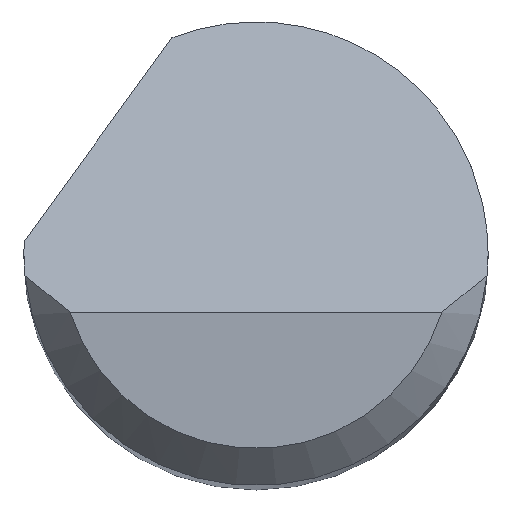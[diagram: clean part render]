
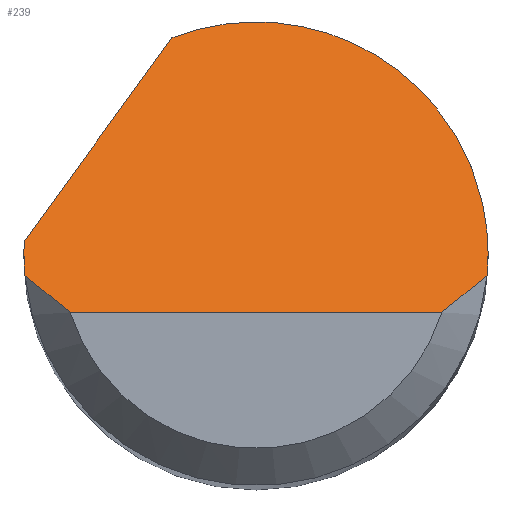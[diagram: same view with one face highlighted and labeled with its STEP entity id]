
A CAD part, top view. The second image highlights one B-rep face of the part: STEP entity #239.
In plain terms, the highlighted planar face has unit normal (0, 0.707, 0.707).
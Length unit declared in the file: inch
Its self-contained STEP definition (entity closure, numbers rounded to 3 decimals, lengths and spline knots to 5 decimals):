
#59 = ORIENTED_EDGE ( 'NONE', *, *, #1123, .T. ) ;
#67 = CARTESIAN_POINT ( 'NONE',  ( -0.07508, -0.02375, 1.5 ) ) ;
#70 = ORIENTED_EDGE ( 'NONE', *, *, #253, .T. ) ;
#76 = CARTESIAN_POINT ( 'NONE',  ( -0.07508, -0.02375, 1.5 ) ) ;
#119 = DIRECTION ( 'NONE',  ( 1., 0., 0. ) ) ;
#132 = VERTEX_POINT ( 'NONE', #1204 ) ;
#134 = B_SPLINE_CURVE_WITH_KNOTS ( 'NONE', 3,
 ( #728, #233, #529, #1111 ),
 .UNSPECIFIED., .F., .F.,
 ( 4, 4 ),
 ( 0., 0.00071 ),
 .UNSPECIFIED. ) ;
#137 = DIRECTION ( 'NONE',  ( 0., -0.707, -0.707 ) ) ;
#140 = LINE ( 'NONE', #1035, #310 ) ;
#142 = CARTESIAN_POINT ( 'NONE',  ( 0.09334, -0.00875, 1.485 ) ) ;
#159 = CARTESIAN_POINT ( 'NONE',  ( -0.09334, -0.00875, 1.485 ) ) ;
#217 = AXIS2_PLACEMENT_3D ( 'NONE', #639, #137, #337 ) ;
#230 = CARTESIAN_POINT ( 'NONE',  ( -0.09375, 0., 1.47625 ) ) ;
#231 = FACE_OUTER_BOUND ( 'NONE', #425, .T. ) ;
#233 = CARTESIAN_POINT ( 'NONE',  ( 0.08157, -0.019, 1.49525 ) ) ;
#239 = ADVANCED_FACE ( 'NONE', ( #231 ), #1024, .F. ) ;
#253 = EDGE_CURVE ( 'NONE', #271, #1078, #972, .T. ) ;
#271 = VERTEX_POINT ( 'NONE', #159 ) ;
#310 = VECTOR ( 'NONE', #852, 39.37008 ) ;
#311 = EDGE_CURVE ( 'NONE', #611, #132, #1203, .T. ) ;
#319 = EDGE_CURVE ( 'NONE', #1158, #1032, #588, .T. ) ;
#337 = DIRECTION ( 'NONE',  ( 0., 0.707, -0.707 ) ) ;
#349 = ORIENTED_EDGE ( 'NONE', *, *, #311, .F. ) ;
#376 = CARTESIAN_POINT ( 'NONE',  ( -0.09375, 0., 1.47625 ) ) ;
#414 = CARTESIAN_POINT ( 'NONE',  ( 0.09375, 0., 1.47625 ) ) ;
#420 = CARTESIAN_POINT ( 'NONE',  ( -0.09375, 0., 1.47625 ) ) ;
#422 = CARTESIAN_POINT ( 'NONE',  ( 0.09375, -0.00292, 1.47917 ) ) ;
#423 =( BOUNDED_CURVE ( )  B_SPLINE_CURVE ( 3, ( #414, #422, #811, #142 ),
 .UNSPECIFIED., .F., .T. ) 
 B_SPLINE_CURVE_WITH_KNOTS ( ( 4, 4 ),
 ( 1.5708, 1.66427 ),
 .UNSPECIFIED. ) 
 CURVE ( )  GEOMETRIC_REPRESENTATION_ITEM ( )  RATIONAL_B_SPLINE_CURVE ( ( 1., 0.999, 0.999, 1. ) ) 
 REPRESENTATION_ITEM ( '' )  );
#425 = EDGE_LOOP ( 'NONE', ( #659, #59, #1013, #349, #535, #1026, #801, #70 ) ) ;
#434 = CARTESIAN_POINT ( 'NONE',  ( -0.03394, 0.08739, 1.38886 ) ) ;
#529 = CARTESIAN_POINT ( 'NONE',  ( 0.08761, -0.01397, 1.49022 ) ) ;
#535 = ORIENTED_EDGE ( 'NONE', *, *, #1061, .F. ) ;
#555 = EDGE_CURVE ( 'NONE', #132, #727, #423, .T. ) ;
#556 = CARTESIAN_POINT ( 'NONE',  ( -0.09362, 0.005, 1.47125 ) ) ;
#588 =( BOUNDED_CURVE ( )  B_SPLINE_CURVE ( 3, ( #376, #1251, #1053, #556 ),
 .UNSPECIFIED., .F., .T. ) 
 B_SPLINE_CURVE_WITH_KNOTS ( ( 4, 4 ),
 ( 4.71239, 4.76575 ),
 .UNSPECIFIED. ) 
 CURVE ( )  GEOMETRIC_REPRESENTATION_ITEM ( )  RATIONAL_B_SPLINE_CURVE ( ( 1., 1., 1., 1. ) ) 
 REPRESENTATION_ITEM ( '' )  );
#604 = CARTESIAN_POINT ( 'NONE',  ( 0.07508, -0.02375, 1.5 ) ) ;
#611 = VERTEX_POINT ( 'NONE', #434 ) ;
#636 = CARTESIAN_POINT ( 'NONE',  ( -0.09375, -0.00292, 1.47917 ) ) ;
#639 = CARTESIAN_POINT ( 'NONE',  ( -0.09375, -0.02375, 1.5 ) ) ;
#649 = CARTESIAN_POINT ( 'NONE',  ( -0.09362, 0.005, 1.47125 ) ) ;
#651 = CARTESIAN_POINT ( 'NONE',  ( 0.03379, 0.11369, 1.36256 ) ) ;
#659 = ORIENTED_EDGE ( 'NONE', *, *, #1269, .T. ) ;
#695 = CARTESIAN_POINT ( 'NONE',  ( 0.09334, -0.00875, 1.485 ) ) ;
#711 = VECTOR ( 'NONE', #119, 39.37008 ) ;
#727 = VERTEX_POINT ( 'NONE', #695 ) ;
#728 = CARTESIAN_POINT ( 'NONE',  ( 0.07508, -0.02375, 1.5 ) ) ;
#749 = CARTESIAN_POINT ( 'NONE',  ( -0.09334, -0.00875, 1.485 ) ) ;
#801 = ORIENTED_EDGE ( 'NONE', *, *, #954, .F. ) ;
#811 = CARTESIAN_POINT ( 'NONE',  ( 0.09361, -0.00584, 1.48209 ) ) ;
#820 = CARTESIAN_POINT ( 'NONE',  ( -0.09334, -0.00875, 1.485 ) ) ;
#852 = DIRECTION ( 'NONE',  ( 0.456, 0.629, -0.629 ) ) ;
#954 = EDGE_CURVE ( 'NONE', #271, #1158, #1221, .T. ) ;
#972 = B_SPLINE_CURVE_WITH_KNOTS ( 'NONE', 3,
 ( #749, #1237, #1136, #76 ),
 .UNSPECIFIED., .F., .F.,
 ( 4, 4 ),
 ( 0., 0.00071 ),
 .UNSPECIFIED. ) ;
#1013 = ORIENTED_EDGE ( 'NONE', *, *, #555, .F. ) ;
#1021 = CARTESIAN_POINT ( 'NONE',  ( -0.09361, -0.00584, 1.48209 ) ) ;
#1024 = PLANE ( 'NONE',  #217 ) ;
#1026 = ORIENTED_EDGE ( 'NONE', *, *, #319, .F. ) ;
#1032 = VERTEX_POINT ( 'NONE', #649 ) ;
#1035 = CARTESIAN_POINT ( 'NONE',  ( -0.11014, -0.01781, 1.49406 ) ) ;
#1043 = CARTESIAN_POINT ( 'NONE',  ( 0.09375, 0.07266, 1.40359 ) ) ;
#1053 = CARTESIAN_POINT ( 'NONE',  ( -0.09371, 0.00333, 1.47292 ) ) ;
#1061 = EDGE_CURVE ( 'NONE', #1032, #611, #140, .T. ) ;
#1078 = VERTEX_POINT ( 'NONE', #67 ) ;
#1111 = CARTESIAN_POINT ( 'NONE',  ( 0.09334, -0.00875, 1.485 ) ) ;
#1121 = CARTESIAN_POINT ( 'NONE',  ( 0., -0.02375, 1.5 ) ) ;
#1123 = EDGE_CURVE ( 'NONE', #1150, #727, #134, .T. ) ;
#1136 = CARTESIAN_POINT ( 'NONE',  ( -0.08157, -0.019, 1.49525 ) ) ;
#1143 = CARTESIAN_POINT ( 'NONE',  ( 0.09375, 0., 1.47625 ) ) ;
#1150 = VERTEX_POINT ( 'NONE', #604 ) ;
#1158 = VERTEX_POINT ( 'NONE', #230 ) ;
#1201 = LINE ( 'NONE', #1121, #711 ) ;
#1203 =( BOUNDED_CURVE ( )  B_SPLINE_CURVE ( 3, ( #1259, #651, #1043, #1143 ),
 .UNSPECIFIED., .F., .T. ) 
 B_SPLINE_CURVE_WITH_KNOTS ( ( 4, 4 ),
 ( 5.91277, 7.85398 ),
 .UNSPECIFIED. ) 
 CURVE ( )  GEOMETRIC_REPRESENTATION_ITEM ( )  RATIONAL_B_SPLINE_CURVE ( ( 1., 0.71, 0.71, 1. ) ) 
 REPRESENTATION_ITEM ( '' )  );
#1204 = CARTESIAN_POINT ( 'NONE',  ( 0.09375, 0., 1.47625 ) ) ;
#1221 =( BOUNDED_CURVE ( )  B_SPLINE_CURVE ( 3, ( #820, #1021, #636, #420 ),
 .UNSPECIFIED., .F., .T. ) 
 B_SPLINE_CURVE_WITH_KNOTS ( ( 4, 4 ),
 ( 4.61892, 4.71239 ),
 .UNSPECIFIED. ) 
 CURVE ( )  GEOMETRIC_REPRESENTATION_ITEM ( )  RATIONAL_B_SPLINE_CURVE ( ( 1., 0.999, 0.999, 1. ) ) 
 REPRESENTATION_ITEM ( '' )  );
#1237 = CARTESIAN_POINT ( 'NONE',  ( -0.08761, -0.01397, 1.49022 ) ) ;
#1251 = CARTESIAN_POINT ( 'NONE',  ( -0.09375, 0.00167, 1.47458 ) ) ;
#1259 = CARTESIAN_POINT ( 'NONE',  ( -0.03394, 0.08739, 1.38886 ) ) ;
#1269 = EDGE_CURVE ( 'NONE', #1078, #1150, #1201, .T. ) ;
